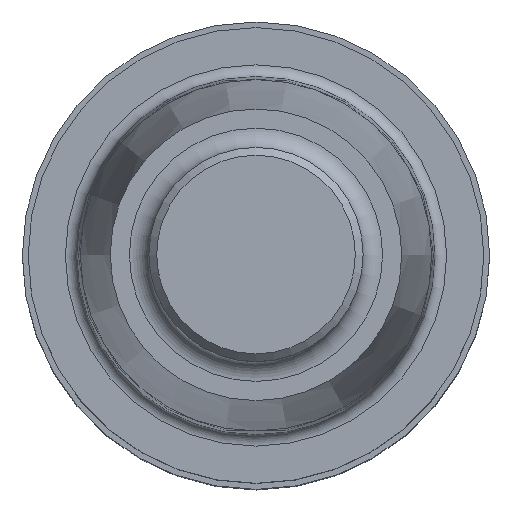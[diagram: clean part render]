
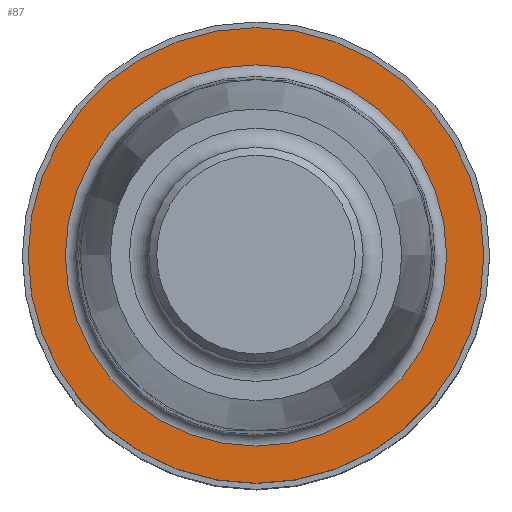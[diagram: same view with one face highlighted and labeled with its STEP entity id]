
A CAD part, top view. The second image highlights one B-rep face of the part: STEP entity #87.
In plain terms, the highlighted planar face has unit normal (0, 0, 1).
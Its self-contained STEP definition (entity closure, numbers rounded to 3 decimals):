
#67=FACE_BOUND('',#119,.T.);
#68=FACE_BOUND('',#120,.T.);
#87=ADVANCED_FACE('',(#67,#68),#97,.F.);
#97=PLANE('',#296);
#119=EDGE_LOOP('',(#147));
#120=EDGE_LOOP('',(#148));
#147=ORIENTED_EDGE('',*,*,#183,.T.);
#148=ORIENTED_EDGE('',*,*,#182,.T.);
#167=VERTEX_POINT('',#424);
#168=VERTEX_POINT('',#427);
#182=EDGE_CURVE('',#167,#167,#196,.T.);
#183=EDGE_CURVE('',#168,#168,#197,.T.);
#196=CIRCLE('',#293,4.895);
#197=CIRCLE('',#295,5.85);
#293=AXIS2_PLACEMENT_3D('',#423,#349,#350);
#295=AXIS2_PLACEMENT_3D('',#426,#353,#354);
#296=AXIS2_PLACEMENT_3D('',#428,#355,#356);
#349=DIRECTION('',(0.,0.,-1.));
#350=DIRECTION('',(-1.,0.,0.));
#353=DIRECTION('',(0.,0.,1.));
#354=DIRECTION('',(1.,0.,0.));
#355=DIRECTION('',(0.,0.,-1.));
#356=DIRECTION('',(-1.,0.,0.));
#423=CARTESIAN_POINT('',(0.,0.,0.));
#424=CARTESIAN_POINT('',(-4.895,0.,0.));
#426=CARTESIAN_POINT('',(0.,0.,0.));
#427=CARTESIAN_POINT('',(5.85,0.,0.));
#428=CARTESIAN_POINT('',(0.,5.85,0.));
